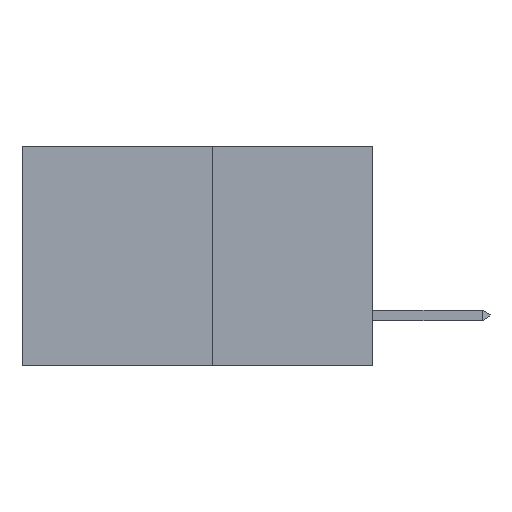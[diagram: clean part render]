
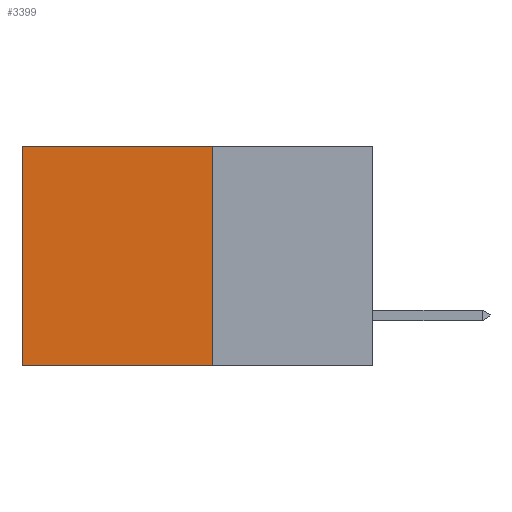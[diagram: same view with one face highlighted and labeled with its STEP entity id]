
A CAD part, left-side view. The second image highlights one B-rep face of the part: STEP entity #3399.
In plain terms, the highlighted planar face has unit normal (-1, 0, 0).
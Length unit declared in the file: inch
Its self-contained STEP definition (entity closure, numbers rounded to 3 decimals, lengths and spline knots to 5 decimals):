
#255 = DIRECTION ( 'NONE',  ( 0., 1., 0. ) ) ;
#1249 = VECTOR ( 'NONE', #18907, 39.37008 ) ;
#1837 = VECTOR ( 'NONE', #8688, 39.37008 ) ;
#2025 = VERTEX_POINT ( 'NONE', #18357 ) ;
#2360 = VERTEX_POINT ( 'NONE', #10634 ) ;
#2679 = AXIS2_PLACEMENT_3D ( 'NONE', #9679, #6158, #18535 ) ;
#3325 = ORIENTED_EDGE ( 'NONE', *, *, #9725, .F. ) ;
#3399 = ADVANCED_FACE ( 'NONE', ( #13425 ), #16759, .F. ) ;
#4811 = LINE ( 'NONE', #8507, #9008 ) ;
#6158 = DIRECTION ( 'NONE',  ( 1., 0., 0. ) ) ;
#6528 = CARTESIAN_POINT ( 'NONE',  ( 0.277, 0.27, -0.37 ) ) ;
#7195 = LINE ( 'NONE', #10469, #1837 ) ;
#8507 = CARTESIAN_POINT ( 'NONE',  ( 0.277, 0.59, -0.37 ) ) ;
#8688 = DIRECTION ( 'NONE',  ( 0., 0., -1. ) ) ;
#8945 = ORIENTED_EDGE ( 'NONE', *, *, #19792, .T. ) ;
#9008 = VECTOR ( 'NONE', #17287, 39.37008 ) ;
#9105 = VERTEX_POINT ( 'NONE', #14117 ) ;
#9386 = ORIENTED_EDGE ( 'NONE', *, *, #13936, .T. ) ;
#9679 = CARTESIAN_POINT ( 'NONE',  ( 0.277, 0.27, -0.37 ) ) ;
#9725 = EDGE_CURVE ( 'NONE', #9105, #2360, #7195, .T. ) ;
#10469 = CARTESIAN_POINT ( 'NONE',  ( 0.277, 0.27, -0.37 ) ) ;
#10634 = CARTESIAN_POINT ( 'NONE',  ( 0.277, 0.27, -0.37 ) ) ;
#11234 = EDGE_CURVE ( 'NONE', #2360, #18617, #19596, .T. ) ;
#13257 = LINE ( 'NONE', #14512, #17369 ) ;
#13425 = FACE_OUTER_BOUND ( 'NONE', #15677, .T. ) ;
#13936 = EDGE_CURVE ( 'NONE', #2025, #18617, #4811, .T. ) ;
#14117 = CARTESIAN_POINT ( 'NONE',  ( 0.277, 0.27, 0. ) ) ;
#14512 = CARTESIAN_POINT ( 'NONE',  ( 0.277, 0.27, 0. ) ) ;
#15261 = CARTESIAN_POINT ( 'NONE',  ( 0.277, 0.59, -0.37 ) ) ;
#15677 = EDGE_LOOP ( 'NONE', ( #9386, #19575, #3325, #8945 ) ) ;
#16759 = PLANE ( 'NONE',  #2679 ) ;
#17287 = DIRECTION ( 'NONE',  ( 0., 0., -1. ) ) ;
#17369 = VECTOR ( 'NONE', #255, 39.37008 ) ;
#18357 = CARTESIAN_POINT ( 'NONE',  ( 0.277, 0.59, 0. ) ) ;
#18535 = DIRECTION ( 'NONE',  ( 0., 0., -1. ) ) ;
#18617 = VERTEX_POINT ( 'NONE', #15261 ) ;
#18907 = DIRECTION ( 'NONE',  ( 0., 1., 0. ) ) ;
#19575 = ORIENTED_EDGE ( 'NONE', *, *, #11234, .F. ) ;
#19596 = LINE ( 'NONE', #6528, #1249 ) ;
#19792 = EDGE_CURVE ( 'NONE', #9105, #2025, #13257, .T. ) ;
